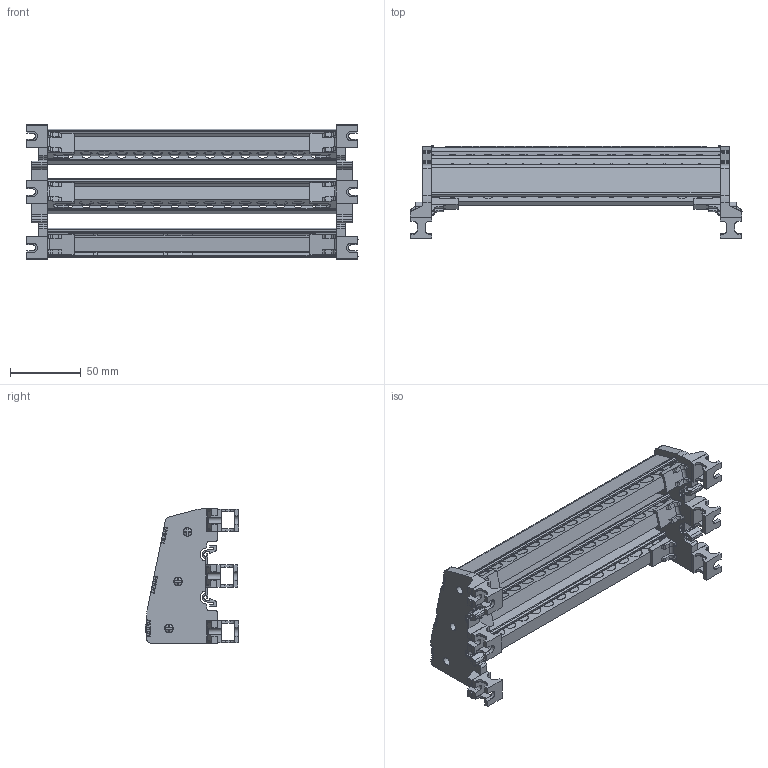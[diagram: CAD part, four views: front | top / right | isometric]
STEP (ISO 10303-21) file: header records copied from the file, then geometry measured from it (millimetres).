
FILE_DESCRIPTION (( 'STEP AP203' ), '1' );
FILE_NAME ('10x15 Üç Kutuplu Daðýtýcý Ünite - 15 Delikli (Yüksek Tip).STEP', '2020-05-12T11:00:32', ( '' ), ( '' ), 'SwSTEP 2.0', 'SolidWorks 2011', '' );
FILE_SCHEMA (( 'CONFIG_CONTROL_DESIGN' ));
Length unit declared in the file: millimetre
Products named in the file (1): 10x15 Üç Kutuplu Daðýtýcý Ünite - 15 Delikli (Yüksek Tip)
Bounding box: 235 x 65.93 x 95 mm (x, y, z)
Volume: 194703.3 mm3; surface area: 148094.4 mm2
Topology: 1 solids, 10 shells, 4033 faces, 11150 edges, 7243 vertices
Faces by surface type: plane 2007, cylinder 1084, bspline 388, cone 314, torus 240
Entity records: 137935 total; most frequent: CARTESIAN_POINT 35852, ORIENTED_EDGE 22300, DIRECTION 20540, EDGE_CURVE 11150, VERTEX_POINT 7243, AXIS2_PLACEMENT_3D 7051, VECTOR 6438, LINE 6438
